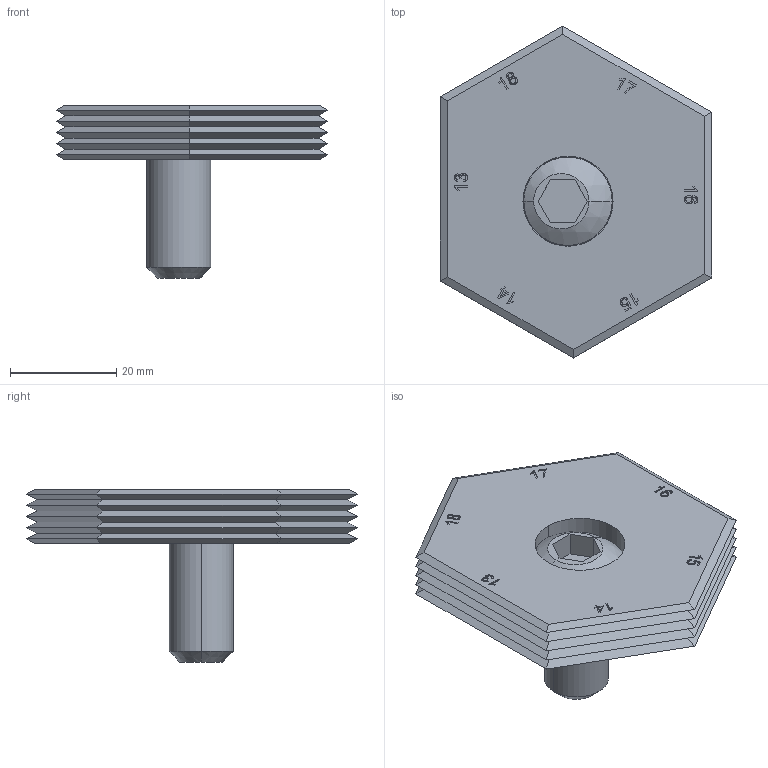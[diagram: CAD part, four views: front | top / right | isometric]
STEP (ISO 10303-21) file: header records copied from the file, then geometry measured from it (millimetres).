
FILE_DESCRIPTION (( 'STEP AP203' ), '1' );
FILE_NAME ('mbspc2429s.STEP', '2021-10-26T02:40:27', ( '' ), ( '' ), 'SwSTEP 2.0', 'SolidWorks 2020', '' );
FILE_SCHEMA (( 'CONFIG_CONTROL_DESIGN' ));
Length unit declared in the file: millimetre
Products named in the file (3): mbspc2429s_01; mbspc2429s; mbspc2429s_02
Assembly tree (2 placements, depth 2):
  mbspc2429s
    mbspc2429s_01
    mbspc2429s_02
Bounding box: 51 x 62.35 x 32.37 mm (x, y, z)
Volume: 24394.6 mm3; surface area: 9797.9 mm2
Topology: 2 solids, 2 shells, 230 faces, 563 edges, 356 vertices
Faces by surface type: plane 149, bspline 69, cylinder 8, sphere 2, cone 2
Entity records: 10479 total; most frequent: CARTESIAN_POINT 5248, ORIENTED_EDGE 1126, DIRECTION 775, EDGE_CURVE 563, VECTOR 403, LINE 403, VERTEX_POINT 356, EDGE_LOOP 251
